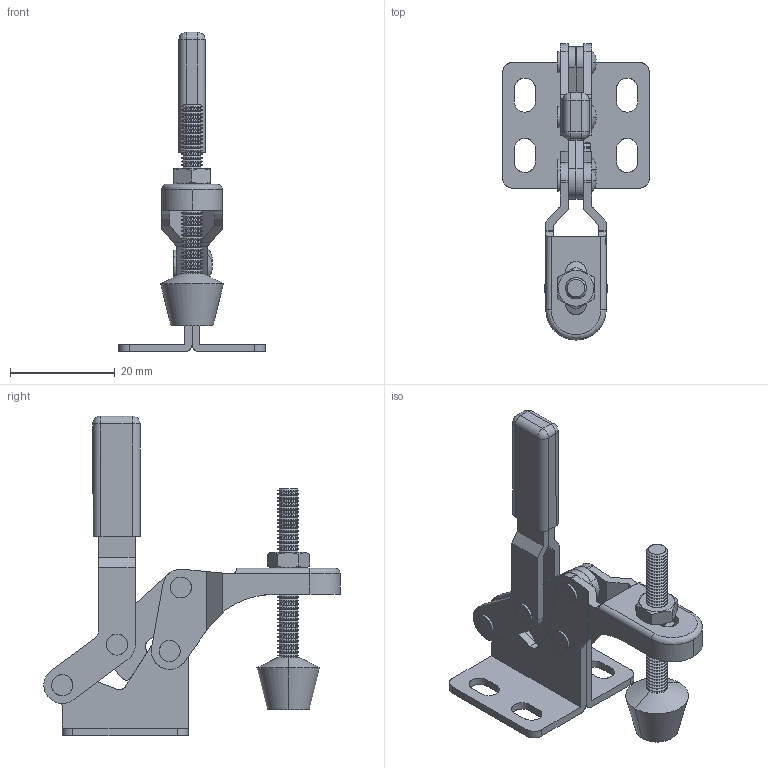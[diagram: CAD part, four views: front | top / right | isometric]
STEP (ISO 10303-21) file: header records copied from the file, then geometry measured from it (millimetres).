
FILE_DESCRIPTION(('STEP AP214'),'1');
FILE_NAME('GH-13009.stp','2013-09-04T13:01:38',('Stephen Green'),('BIB Design'),'Spatial InterOp 3D',' ',' ');
FILE_SCHEMA(('automotive_design'));
Length unit declared in the file: inch
Products named in the file (13): Part_8802; Part_9228; Part_9229; Part_9230; Part_9231; Part_9232; Part_9233; Part_9234; 1; Part_7322; 2; Part_9237; Part_29714
Bounding box: 28 x 56.5 x 61.02 mm (x, y, z)
Volume: 6490.9 mm3; surface area: 10263 mm2
Topology: 13 solids, 13 shells, 595 faces, 3187 edges, 2618 vertices
Faces by surface type: cone 186, revolution 154, bspline 141, cylinder 112, plane 2
Entity records: 46371 total; most frequent: CARTESIAN_POINT 11176, ORIENTED_EDGE 6348, DIRECTION 5268, EDGE_CURVE 3174, VERTEX_POINT 2618, AXIS2_PLACEMENT_3D 2218, CIRCLE 1905, PRESENTATION_STYLE_ASSIGNMENT 1647
